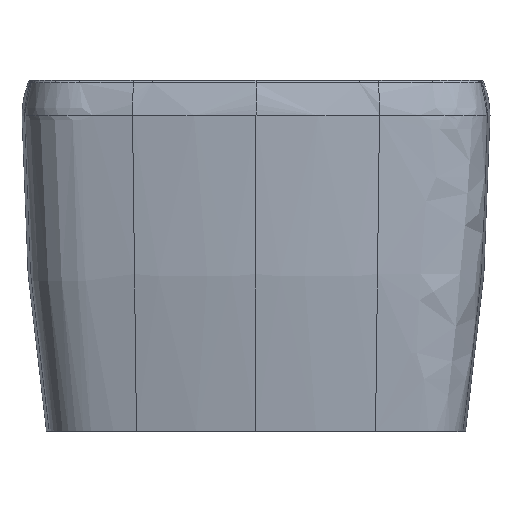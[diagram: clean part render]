
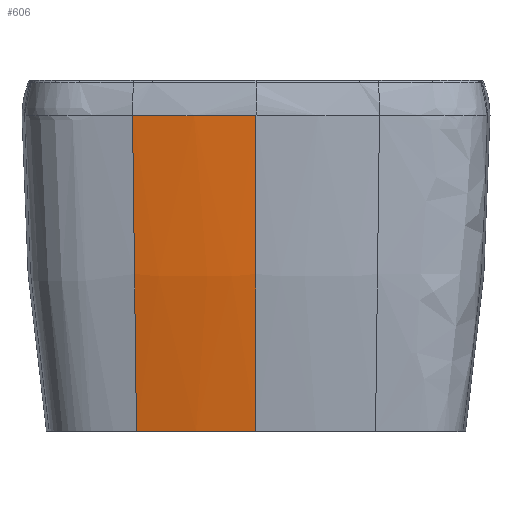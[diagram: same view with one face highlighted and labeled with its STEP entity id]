
A CAD part, left-side view. The second image highlights one B-rep face of the part: STEP entity #606.
In plain terms, the highlighted free-form (B-spline) face has degree [5, 5] with [9, 6] control points.
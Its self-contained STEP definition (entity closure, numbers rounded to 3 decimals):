
#157=B_SPLINE_SURFACE_WITH_KNOTS('',5,5,((#77023,#77024,#77025,#77026,#77027,
#77028),(#77029,#77030,#77031,#77032,#77033,#77034),(#77035,#77036,#77037,
#77038,#77039,#77040),(#77041,#77042,#77043,#77044,#77045,#77046),(#77047,
#77048,#77049,#77050,#77051,#77052),(#77053,#77054,#77055,#77056,#77057,
#77058),(#77059,#77060,#77061,#77062,#77063,#77064),(#77065,#77066,#77067,
#77068,#77069,#77070),(#77071,#77072,#77073,#77074,#77075,#77076)),
 .UNSPECIFIED.,.F.,.F.,.F.,(6,3,6),(6,6),(0.,5.622,541.283),
(501409.102,501707.525),.UNSPECIFIED.);
#606=ADVANCED_FACE('',(#1064),#157,.T.);
#1064=FACE_OUTER_BOUND('',#1534,.T.);
#1534=EDGE_LOOP('',(#3283,#3284,#3285,#3286));
#3283=ORIENTED_EDGE('',*,*,#4647,.T.);
#3284=ORIENTED_EDGE('',*,*,#4648,.T.);
#3285=ORIENTED_EDGE('',*,*,#4649,.T.);
#3286=ORIENTED_EDGE('',*,*,#4650,.T.);
#4647=EDGE_CURVE('',#6525,#6480,#5520,.T.);
#4648=EDGE_CURVE('',#6480,#6490,#5521,.T.);
#4649=EDGE_CURVE('',#6490,#6526,#5522,.T.);
#4650=EDGE_CURVE('',#6526,#6525,#5523,.T.);
#5520=B_SPLINE_CURVE_WITH_KNOTS('',5,(#103083,#103084,#103085,#103086,#103087,
#103088,#103089,#103090,#103091),.UNSPECIFIED.,.F.,.F.,(6,3,6),(0.,5.622,
541.283),.UNSPECIFIED.);
#5521=B_SPLINE_CURVE_WITH_KNOTS('',5,(#103092,#103093,#103094,#103095,#103096,
#103097),.UNSPECIFIED.,.F.,.F.,(6,6),(501409.102,501707.525),
 .UNSPECIFIED.);
#5522=B_SPLINE_CURVE_WITH_KNOTS('',5,(#103098,#103099,#103100,#103101,#103102,
#103103,#103104,#103105,#103106),.UNSPECIFIED.,.F.,.F.,(6,3,6),(-541.283,
-5.622,0.),.UNSPECIFIED.);
#5523=B_SPLINE_CURVE_WITH_KNOTS('',5,(#103107,#103108,#103109,#103110,#103111,
#103112),.UNSPECIFIED.,.F.,.F.,(6,6),(-501707.525,-501409.102),
 .UNSPECIFIED.);
#6480=VERTEX_POINT('',#96699);
#6490=VERTEX_POINT('',#96709);
#6525=VERTEX_POINT('',#96744);
#6526=VERTEX_POINT('',#96745);
#77023=CARTESIAN_POINT('',(-882.912,211.063,241.316));
#77024=CARTESIAN_POINT('',(-889.732,169.218,241.316));
#77025=CARTESIAN_POINT('',(-894.862,127.098,241.316));
#77026=CARTESIAN_POINT('',(-898.287,84.794,241.316));
#77027=CARTESIAN_POINT('',(-900.,42.397,241.316));
#77028=CARTESIAN_POINT('',(-900.,0.,241.316));
#77029=CARTESIAN_POINT('',(-882.915,211.049,240.192));
#77030=CARTESIAN_POINT('',(-889.735,169.207,240.192));
#77031=CARTESIAN_POINT('',(-894.865,127.09,240.192));
#77032=CARTESIAN_POINT('',(-898.29,84.788,240.192));
#77033=CARTESIAN_POINT('',(-900.002,42.394,240.192));
#77034=CARTESIAN_POINT('',(-900.002,0.,240.192));
#77035=CARTESIAN_POINT('',(-882.913,211.035,239.067));
#77036=CARTESIAN_POINT('',(-889.733,169.196,239.067));
#77037=CARTESIAN_POINT('',(-894.862,127.081,239.067));
#77038=CARTESIAN_POINT('',(-898.287,84.782,239.067));
#77039=CARTESIAN_POINT('',(-899.999,42.391,239.067));
#77040=CARTESIAN_POINT('',(-899.999,0.,239.067));
#77041=CARTESIAN_POINT('',(-882.913,210.997,236.063));
#77042=CARTESIAN_POINT('',(-889.732,169.165,236.063));
#77043=CARTESIAN_POINT('',(-894.86,127.059,236.063));
#77044=CARTESIAN_POINT('',(-898.284,84.767,236.063));
#77045=CARTESIAN_POINT('',(-899.996,42.384,236.063));
#77046=CARTESIAN_POINT('',(-899.996,0.,236.063));
#77047=CARTESIAN_POINT('',(-882.834,209.643,127.809));
#77048=CARTESIAN_POINT('',(-889.609,168.08,127.809));
#77049=CARTESIAN_POINT('',(-894.704,126.243,127.809));
#77050=CARTESIAN_POINT('',(-898.106,84.223,127.809));
#77051=CARTESIAN_POINT('',(-899.807,42.112,127.809));
#77052=CARTESIAN_POINT('',(-899.807,0.,127.809));
#77053=CARTESIAN_POINT('',(-878.56,208.289,19.557));
#77054=CARTESIAN_POINT('',(-885.291,166.994,19.557));
#77055=CARTESIAN_POINT('',(-890.354,125.428,19.557));
#77056=CARTESIAN_POINT('',(-893.734,83.679,19.557));
#77057=CARTESIAN_POINT('',(-895.424,41.84,19.557));
#77058=CARTESIAN_POINT('',(-895.424,0.,19.557));
#77059=CARTESIAN_POINT('',(-870.223,206.956,-86.95));
#77060=CARTESIAN_POINT('',(-876.911,165.926,-86.95));
#77061=CARTESIAN_POINT('',(-881.941,124.625,-86.95));
#77062=CARTESIAN_POINT('',(-885.3,83.144,-86.95));
#77063=CARTESIAN_POINT('',(-886.979,41.572,-86.95));
#77064=CARTESIAN_POINT('',(-886.979,0.,-86.95));
#77065=CARTESIAN_POINT('',(-857.917,205.631,-192.838));
#77066=CARTESIAN_POINT('',(-864.562,164.863,-192.838));
#77067=CARTESIAN_POINT('',(-869.56,123.827,-192.838));
#77068=CARTESIAN_POINT('',(-872.897,82.611,-192.838));
#77069=CARTESIAN_POINT('',(-874.565,41.306,-192.838));
#77070=CARTESIAN_POINT('',(-874.565,0.,-192.838));
#77071=CARTESIAN_POINT('',(-841.459,204.306,-298.684));
#77072=CARTESIAN_POINT('',(-848.061,163.801,-298.684));
#77073=CARTESIAN_POINT('',(-853.027,123.029,-298.684));
#77074=CARTESIAN_POINT('',(-856.342,82.079,-298.684));
#77075=CARTESIAN_POINT('',(-858.,41.04,-298.684));
#77076=CARTESIAN_POINT('',(-858.,0.,-298.684));
#96699=CARTESIAN_POINT('',(-841.459,204.306,-298.684));
#96709=CARTESIAN_POINT('',(-858.,0.,-298.684));
#96744=CARTESIAN_POINT('',(-882.912,211.063,241.316));
#96745=CARTESIAN_POINT('',(-900.,0.,241.316));
#103083=CARTESIAN_POINT('',(-882.912,211.063,241.316));
#103084=CARTESIAN_POINT('',(-882.915,211.049,240.192));
#103085=CARTESIAN_POINT('',(-882.913,211.035,239.067));
#103086=CARTESIAN_POINT('',(-882.913,210.997,236.063));
#103087=CARTESIAN_POINT('',(-882.834,209.643,127.809));
#103088=CARTESIAN_POINT('',(-878.56,208.289,19.557));
#103089=CARTESIAN_POINT('',(-870.223,206.956,-86.95));
#103090=CARTESIAN_POINT('',(-857.917,205.631,-192.838));
#103091=CARTESIAN_POINT('',(-841.459,204.306,-298.684));
#103092=CARTESIAN_POINT('',(-841.459,204.306,-298.684));
#103093=CARTESIAN_POINT('',(-848.061,163.801,-298.684));
#103094=CARTESIAN_POINT('',(-853.027,123.029,-298.684));
#103095=CARTESIAN_POINT('',(-856.342,82.079,-298.684));
#103096=CARTESIAN_POINT('',(-858.,41.04,-298.684));
#103097=CARTESIAN_POINT('',(-858.,0.,-298.684));
#103098=CARTESIAN_POINT('',(-858.,0.,-298.684));
#103099=CARTESIAN_POINT('',(-874.565,0.,-192.838));
#103100=CARTESIAN_POINT('',(-886.979,0.,-86.95));
#103101=CARTESIAN_POINT('',(-895.424,0.,19.557));
#103102=CARTESIAN_POINT('',(-899.807,0.,127.809));
#103103=CARTESIAN_POINT('',(-899.996,0.,236.063));
#103104=CARTESIAN_POINT('',(-899.999,0.,239.067));
#103105=CARTESIAN_POINT('',(-900.002,0.,240.192));
#103106=CARTESIAN_POINT('',(-900.,0.,241.316));
#103107=CARTESIAN_POINT('',(-900.,0.,241.316));
#103108=CARTESIAN_POINT('',(-900.,42.397,241.316));
#103109=CARTESIAN_POINT('',(-898.287,84.794,241.316));
#103110=CARTESIAN_POINT('',(-894.862,127.098,241.316));
#103111=CARTESIAN_POINT('',(-889.732,169.218,241.316));
#103112=CARTESIAN_POINT('',(-882.912,211.063,241.316));
